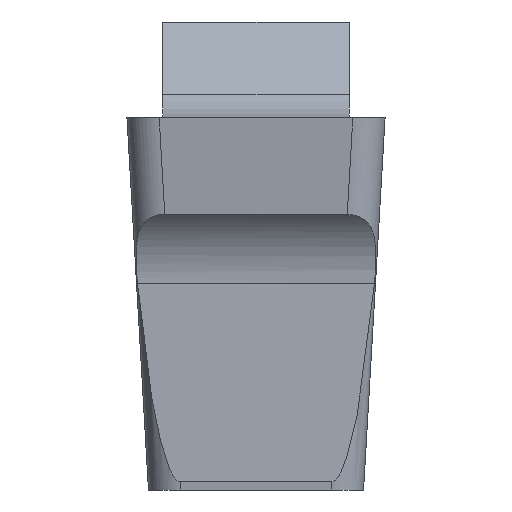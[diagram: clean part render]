
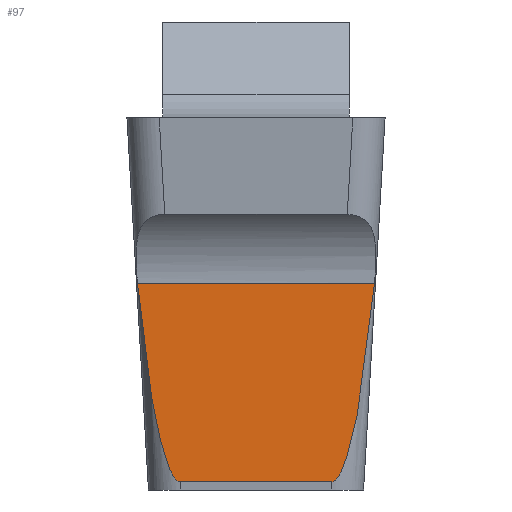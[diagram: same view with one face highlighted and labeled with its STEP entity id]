
A CAD part, front view. The second image highlights one B-rep face of the part: STEP entity #97.
In plain terms, the highlighted planar face has unit normal (0, -1, 0).
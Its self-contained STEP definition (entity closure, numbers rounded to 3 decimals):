
#61=ELLIPSE('',#724,3.288,0.4);
#64=ELLIPSE('',#728,3.288,0.4);
#97=ADVANCED_FACE('',(#153),#121,.T.);
#121=PLANE('',#756);
#153=FACE_OUTER_BOUND('',#187,.T.);
#187=EDGE_LOOP('',(#367,#368,#369,#370));
#367=ORIENTED_EDGE('',*,*,#463,.T.);
#368=ORIENTED_EDGE('',*,*,#474,.F.);
#369=ORIENTED_EDGE('',*,*,#541,.T.);
#370=ORIENTED_EDGE('',*,*,#467,.F.);
#397=VERTEX_POINT('',#1022);
#398=VERTEX_POINT('',#1023);
#401=VERTEX_POINT('',#1031);
#406=VERTEX_POINT('',#1085);
#463=EDGE_CURVE('',#397,#398,#551,.T.);
#467=EDGE_CURVE('',#397,#401,#61,.T.);
#474=EDGE_CURVE('',#406,#398,#64,.T.);
#541=EDGE_CURVE('',#406,#401,#605,.T.);
#551=LINE('',#1021,#615);
#605=LINE('',#1298,#669);
#615=VECTOR('',#792,1.);
#669=VECTOR('',#912,1.);
#724=AXIS2_PLACEMENT_3D('',#1030,#798,#799);
#728=AXIS2_PLACEMENT_3D('',#1087,#808,#809);
#756=AXIS2_PLACEMENT_3D('',#1299,#913,#914);
#792=DIRECTION('',(1.,0.,0.));
#798=DIRECTION('',(0.,1.,0.));
#799=DIRECTION('',(0.058,0.,-0.998));
#808=DIRECTION('',(0.,1.,0.));
#809=DIRECTION('',(-0.058,0.,-0.998));
#912=DIRECTION('',(-1.,0.,0.));
#913=DIRECTION('',(0.,-1.,0.));
#914=DIRECTION('',(0.,0.,-1.));
#1021=CARTESIAN_POINT('',(1.475,0.25,-4.479));
#1022=CARTESIAN_POINT('',(-0.933,0.25,-4.479));
#1023=CARTESIAN_POINT('',(0.933,0.25,-4.479));
#1030=CARTESIAN_POINT('',(-1.12,0.25,-1.197));
#1031=CARTESIAN_POINT('',(-1.459,0.25,-2.04));
#1085=CARTESIAN_POINT('',(1.459,0.25,-2.04));
#1087=CARTESIAN_POINT('',(1.12,0.25,-1.197));
#1298=CARTESIAN_POINT('',(10.,0.25,-2.04));
#1299=CARTESIAN_POINT('',(10.,0.25,-12.04));
